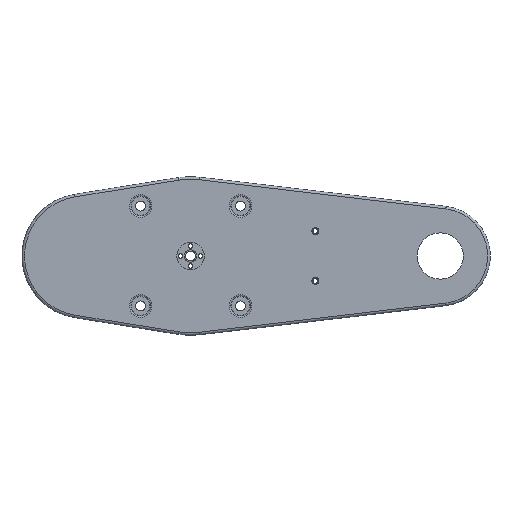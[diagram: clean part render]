
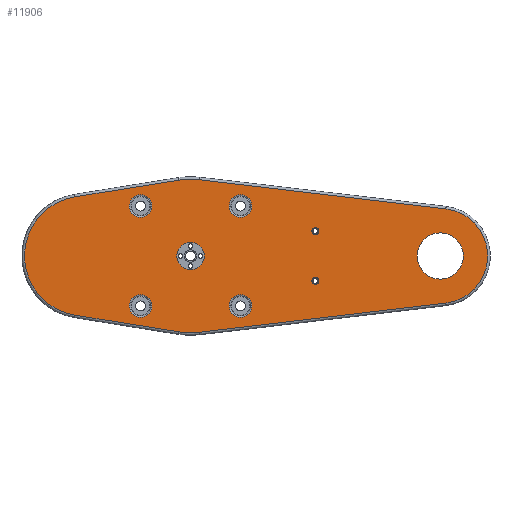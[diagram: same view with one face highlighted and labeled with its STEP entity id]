
A CAD part, front view. The second image highlights one B-rep face of the part: STEP entity #11906.
In plain terms, the highlighted planar face has unit normal (0, -1, 0).
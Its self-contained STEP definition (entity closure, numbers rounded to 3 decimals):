
#861=FACE_BOUND('',#1969,.T.);
#862=FACE_BOUND('',#1970,.T.);
#863=FACE_BOUND('',#1971,.T.);
#864=FACE_BOUND('',#1972,.T.);
#865=FACE_BOUND('',#1973,.T.);
#866=FACE_BOUND('',#1974,.T.);
#867=FACE_BOUND('',#1975,.T.);
#868=FACE_BOUND('',#1976,.T.);
#869=FACE_BOUND('',#1977,.T.);
#870=FACE_BOUND('',#1978,.T.);
#871=FACE_BOUND('',#1979,.T.);
#872=FACE_BOUND('',#1980,.T.);
#1073=PLANE('',#12708);
#1310=FACE_OUTER_BOUND('',#1968,.T.);
#1968=EDGE_LOOP('',(#8217,#8218,#8219,#8220,#8221,#8222,#8223,#8224));
#1969=EDGE_LOOP('',(#8225));
#1970=EDGE_LOOP('',(#8226));
#1971=EDGE_LOOP('',(#8227));
#1972=EDGE_LOOP('',(#8228));
#1973=EDGE_LOOP('',(#8229));
#1974=EDGE_LOOP('',(#8230));
#1975=EDGE_LOOP('',(#8231));
#1976=EDGE_LOOP('',(#8232));
#1977=EDGE_LOOP('',(#8233));
#1978=EDGE_LOOP('',(#8234));
#1979=EDGE_LOOP('',(#8235));
#1980=EDGE_LOOP('',(#8236));
#2831=LINE('',#18344,#3563);
#2832=LINE('',#18348,#3564);
#2833=LINE('',#18352,#3565);
#2834=LINE('',#18356,#3566);
#3563=VECTOR('',#14362,10.);
#3564=VECTOR('',#14365,10.);
#3565=VECTOR('',#14368,10.);
#3566=VECTOR('',#14371,10.);
#4292=CIRCLE('',#12691,2.8);
#4294=CIRCLE('',#12694,2.8);
#4300=CIRCLE('',#12704,9.);
#4304=CIRCLE('',#12709,38.);
#4305=CIRCLE('',#12710,61.5);
#4306=CIRCLE('',#12711,48.);
#4307=CIRCLE('',#12712,61.5);
#4308=CIRCLE('',#12713,9.);
#4309=CIRCLE('',#12714,9.);
#4310=CIRCLE('',#12715,1.75);
#4311=CIRCLE('',#12716,1.75);
#4312=CIRCLE('',#12717,1.75);
#4313=CIRCLE('',#12718,1.75);
#4314=CIRCLE('',#12719,5.);
#4315=CIRCLE('',#12720,18.5);
#4316=CIRCLE('',#12721,9.);
#5156=VERTEX_POINT('',#18310);
#5158=VERTEX_POINT('',#18316);
#5164=VERTEX_POINT('',#18334);
#5167=VERTEX_POINT('',#18342);
#5168=VERTEX_POINT('',#18343);
#5169=VERTEX_POINT('',#18345);
#5170=VERTEX_POINT('',#18347);
#5171=VERTEX_POINT('',#18349);
#5172=VERTEX_POINT('',#18351);
#5173=VERTEX_POINT('',#18353);
#5174=VERTEX_POINT('',#18355);
#5175=VERTEX_POINT('',#18358);
#5176=VERTEX_POINT('',#18360);
#5177=VERTEX_POINT('',#18362);
#5178=VERTEX_POINT('',#18364);
#5179=VERTEX_POINT('',#18366);
#5180=VERTEX_POINT('',#18368);
#5181=VERTEX_POINT('',#18370);
#5182=VERTEX_POINT('',#18372);
#5183=VERTEX_POINT('',#18374);
#6380=EDGE_CURVE('',#5156,#5156,#4292,.T.);
#6383=EDGE_CURVE('',#5158,#5158,#4294,.T.);
#6391=EDGE_CURVE('',#5164,#5164,#4300,.T.);
#6395=EDGE_CURVE('',#5167,#5168,#2831,.T.);
#6396=EDGE_CURVE('',#5169,#5167,#4304,.T.);
#6397=EDGE_CURVE('',#5170,#5169,#2832,.T.);
#6398=EDGE_CURVE('',#5171,#5170,#4305,.T.);
#6399=EDGE_CURVE('',#5172,#5171,#2833,.T.);
#6400=EDGE_CURVE('',#5173,#5172,#4306,.T.);
#6401=EDGE_CURVE('',#5174,#5173,#2834,.T.);
#6402=EDGE_CURVE('',#5168,#5174,#4307,.T.);
#6403=EDGE_CURVE('',#5175,#5175,#4308,.T.);
#6404=EDGE_CURVE('',#5176,#5176,#4309,.T.);
#6405=EDGE_CURVE('',#5177,#5177,#4310,.T.);
#6406=EDGE_CURVE('',#5178,#5178,#4311,.T.);
#6407=EDGE_CURVE('',#5179,#5179,#4312,.T.);
#6408=EDGE_CURVE('',#5180,#5180,#4313,.T.);
#6409=EDGE_CURVE('',#5181,#5181,#4314,.T.);
#6410=EDGE_CURVE('',#5182,#5182,#4315,.T.);
#6411=EDGE_CURVE('',#5183,#5183,#4316,.T.);
#8217=ORIENTED_EDGE('',*,*,#6395,.F.);
#8218=ORIENTED_EDGE('',*,*,#6396,.F.);
#8219=ORIENTED_EDGE('',*,*,#6397,.F.);
#8220=ORIENTED_EDGE('',*,*,#6398,.F.);
#8221=ORIENTED_EDGE('',*,*,#6399,.F.);
#8222=ORIENTED_EDGE('',*,*,#6400,.F.);
#8223=ORIENTED_EDGE('',*,*,#6401,.F.);
#8224=ORIENTED_EDGE('',*,*,#6402,.F.);
#8225=ORIENTED_EDGE('',*,*,#6380,.T.);
#8226=ORIENTED_EDGE('',*,*,#6383,.T.);
#8227=ORIENTED_EDGE('',*,*,#6403,.F.);
#8228=ORIENTED_EDGE('',*,*,#6404,.F.);
#8229=ORIENTED_EDGE('',*,*,#6405,.T.);
#8230=ORIENTED_EDGE('',*,*,#6406,.T.);
#8231=ORIENTED_EDGE('',*,*,#6407,.T.);
#8232=ORIENTED_EDGE('',*,*,#6408,.T.);
#8233=ORIENTED_EDGE('',*,*,#6409,.T.);
#8234=ORIENTED_EDGE('',*,*,#6410,.T.);
#8235=ORIENTED_EDGE('',*,*,#6411,.F.);
#8236=ORIENTED_EDGE('',*,*,#6391,.F.);
#11906=ADVANCED_FACE('',(#1310,#861,#862,#863,#864,#865,#866,#867,#868,
#869,#870,#871,#872),#1073,.F.);
#12691=AXIS2_PLACEMENT_3D('',#18311,#14323,#14324);
#12694=AXIS2_PLACEMENT_3D('',#18317,#14330,#14331);
#12704=AXIS2_PLACEMENT_3D('',#18335,#14352,#14353);
#12708=AXIS2_PLACEMENT_3D('',#18341,#14360,#14361);
#12709=AXIS2_PLACEMENT_3D('',#18346,#14363,#14364);
#12710=AXIS2_PLACEMENT_3D('',#18350,#14366,#14367);
#12711=AXIS2_PLACEMENT_3D('',#18354,#14369,#14370);
#12712=AXIS2_PLACEMENT_3D('',#18357,#14372,#14373);
#12713=AXIS2_PLACEMENT_3D('',#18359,#14374,#14375);
#12714=AXIS2_PLACEMENT_3D('',#18361,#14376,#14377);
#12715=AXIS2_PLACEMENT_3D('',#18363,#14378,#14379);
#12716=AXIS2_PLACEMENT_3D('',#18365,#14380,#14381);
#12717=AXIS2_PLACEMENT_3D('',#18367,#14382,#14383);
#12718=AXIS2_PLACEMENT_3D('',#18369,#14384,#14385);
#12719=AXIS2_PLACEMENT_3D('',#18371,#14386,#14387);
#12720=AXIS2_PLACEMENT_3D('',#18373,#14388,#14389);
#12721=AXIS2_PLACEMENT_3D('',#18375,#14390,#14391);
#14323=DIRECTION('center_axis',(0.,1.,0.));
#14324=DIRECTION('ref_axis',(1.,0.,0.));
#14330=DIRECTION('center_axis',(0.,1.,0.));
#14331=DIRECTION('ref_axis',(1.,0.,0.));
#14352=DIRECTION('center_axis',(0.,-1.,0.));
#14353=DIRECTION('ref_axis',(1.,0.,0.));
#14360=DIRECTION('center_axis',(0.,1.,0.));
#14361=DIRECTION('ref_axis',(1.,0.,0.));
#14362=DIRECTION('',(-0.993,0.,-0.118));
#14363=DIRECTION('center_axis',(0.,1.,0.));
#14364=DIRECTION('ref_axis',(1.,0.,0.));
#14365=DIRECTION('',(0.993,0.,-0.118));
#14366=DIRECTION('center_axis',(0.,1.,0.));
#14367=DIRECTION('ref_axis',(-0.021,0.,1.));
#14368=DIRECTION('',(0.987,0.,0.159));
#14369=DIRECTION('center_axis',(0.,1.,0.));
#14370=DIRECTION('ref_axis',(-1.,0.,0.));
#14371=DIRECTION('',(-0.987,0.,0.159));
#14372=DIRECTION('center_axis',(0.,1.,0.));
#14373=DIRECTION('ref_axis',(-0.021,0.,-1.));
#14374=DIRECTION('center_axis',(0.,-1.,0.));
#14375=DIRECTION('ref_axis',(1.,0.,0.));
#14376=DIRECTION('center_axis',(0.,-1.,0.));
#14377=DIRECTION('ref_axis',(1.,0.,0.));
#14378=DIRECTION('center_axis',(0.,1.,0.));
#14379=DIRECTION('ref_axis',(-1.,0.,0.));
#14380=DIRECTION('center_axis',(0.,1.,0.));
#14381=DIRECTION('ref_axis',(-1.,0.,0.));
#14382=DIRECTION('center_axis',(0.,1.,0.));
#14383=DIRECTION('ref_axis',(-1.,0.,0.));
#14384=DIRECTION('center_axis',(0.,1.,0.));
#14385=DIRECTION('ref_axis',(-1.,0.,0.));
#14386=DIRECTION('center_axis',(0.,1.,0.));
#14387=DIRECTION('ref_axis',(1.,0.,0.));
#14388=DIRECTION('center_axis',(0.,1.,0.));
#14389=DIRECTION('ref_axis',(1.,0.,0.));
#14390=DIRECTION('center_axis',(0.,-1.,0.));
#14391=DIRECTION('ref_axis',(1.,0.,0.));
#18310=CARTESIAN_POINT('',(97.2,222.,20.));
#18311=CARTESIAN_POINT('Origin',(100.,222.,20.));
#18316=CARTESIAN_POINT('',(97.2,222.,-20.));
#18317=CARTESIAN_POINT('Origin',(100.,222.,-20.));
#18334=CARTESIAN_POINT('',(40.,222.,-49.));
#18335=CARTESIAN_POINT('Origin',(40.,222.,-40.));
#18341=CARTESIAN_POINT('Origin',(52.5,222.,0.));
#18342=CARTESIAN_POINT('',(204.465,222.,-37.737));
#18343=CARTESIAN_POINT('',(7.227,222.,-61.074));
#18344=CARTESIAN_POINT('',(33.114,222.,-58.011));
#18345=CARTESIAN_POINT('',(204.465,222.,37.737));
#18346=CARTESIAN_POINT('Origin',(200.,222.,0.));
#18347=CARTESIAN_POINT('',(7.227,222.,61.074));
#18348=CARTESIAN_POINT('',(131.733,222.,46.342));
#18349=CARTESIAN_POINT('',(-9.768,222.,60.719));
#18350=CARTESIAN_POINT('Origin',(0.,222.,0.));
#18351=CARTESIAN_POINT('',(-92.624,222.,47.391));
#18352=CARTESIAN_POINT('',(15.82,222.,64.836));
#18353=CARTESIAN_POINT('',(-92.624,222.,-47.391));
#18354=CARTESIAN_POINT('Origin',(-85.,222.,0.));
#18355=CARTESIAN_POINT('',(-9.767,222.,-60.719));
#18356=CARTESIAN_POINT('',(-25.608,222.,-58.171));
#18357=CARTESIAN_POINT('Origin',(0.,222.,0.));
#18358=CARTESIAN_POINT('',(40.,222.,31.));
#18359=CARTESIAN_POINT('Origin',(40.,222.,40.));
#18360=CARTESIAN_POINT('',(-40.,222.,31.));
#18361=CARTESIAN_POINT('Origin',(-40.,222.,40.));
#18362=CARTESIAN_POINT('',(1.75,222.,8.));
#18363=CARTESIAN_POINT('Origin',(0.,222.,8.));
#18364=CARTESIAN_POINT('',(-6.25,222.,0.));
#18365=CARTESIAN_POINT('Origin',(-8.,222.,0.));
#18366=CARTESIAN_POINT('',(9.75,222.,0.));
#18367=CARTESIAN_POINT('Origin',(8.,222.,0.));
#18368=CARTESIAN_POINT('',(1.75,222.,-8.));
#18369=CARTESIAN_POINT('Origin',(0.,222.,-8.));
#18370=CARTESIAN_POINT('',(-5.,222.,0.));
#18371=CARTESIAN_POINT('Origin',(0.,222.,0.));
#18372=CARTESIAN_POINT('',(181.5,222.,0.));
#18373=CARTESIAN_POINT('Origin',(200.,222.,0.));
#18374=CARTESIAN_POINT('',(-40.,222.,-49.));
#18375=CARTESIAN_POINT('Origin',(-40.,222.,-40.));
